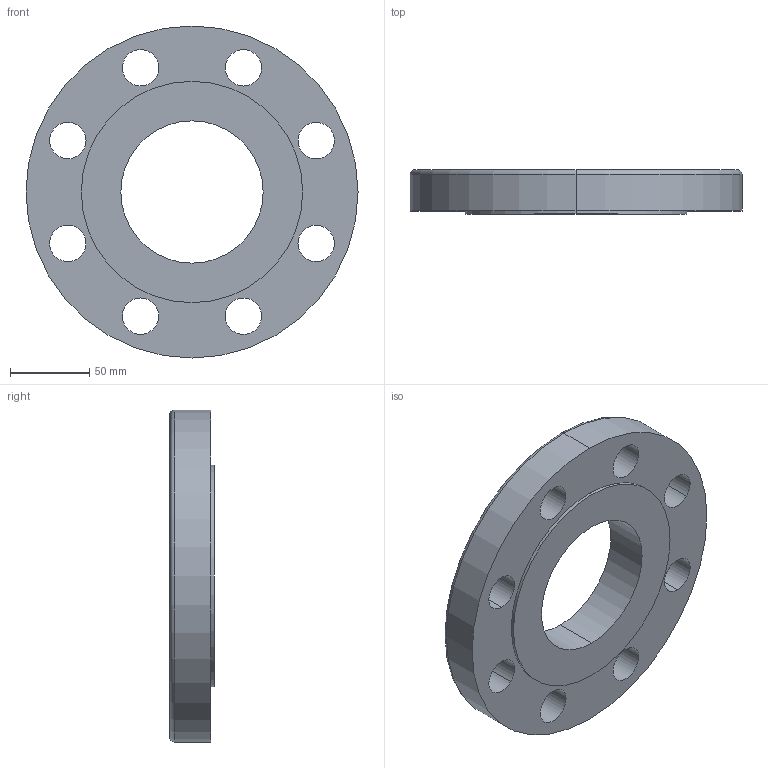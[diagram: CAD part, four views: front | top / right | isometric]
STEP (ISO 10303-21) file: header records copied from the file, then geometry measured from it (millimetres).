
FILE_DESCRIPTION (( 'STEP AP203' ), '1' );
FILE_NAME ('OEM-80NB-JIS30K-P-316L_REV_.step', '2026-01-19T23:18:34', ( '' ), ( '' ), 'SwSTEP 2.0', 'SolidWorks 2025', '' );
FILE_SCHEMA (( 'CONFIG_CONTROL_DESIGN' ));
Length unit declared in the file: millimetre
Products named in the file (1): OEM-80NB-JIS30K-P-316L_REV_
Bounding box: 210 x 28 x 210 mm (x, y, z)
Volume: 665511.8 mm3; surface area: 90026.5 mm2
Topology: 1 solids, 1 shells, 27 faces, 70 edges, 46 vertices
Faces by surface type: cylinder 22, plane 3, torus 2
Entity records: 969 total; most frequent: DIRECTION 174, CARTESIAN_POINT 144, ORIENTED_EDGE 140, AXIS2_PLACEMENT_3D 76, EDGE_CURVE 70, CIRCLE 48, VERTEX_POINT 46, EDGE_LOOP 46
